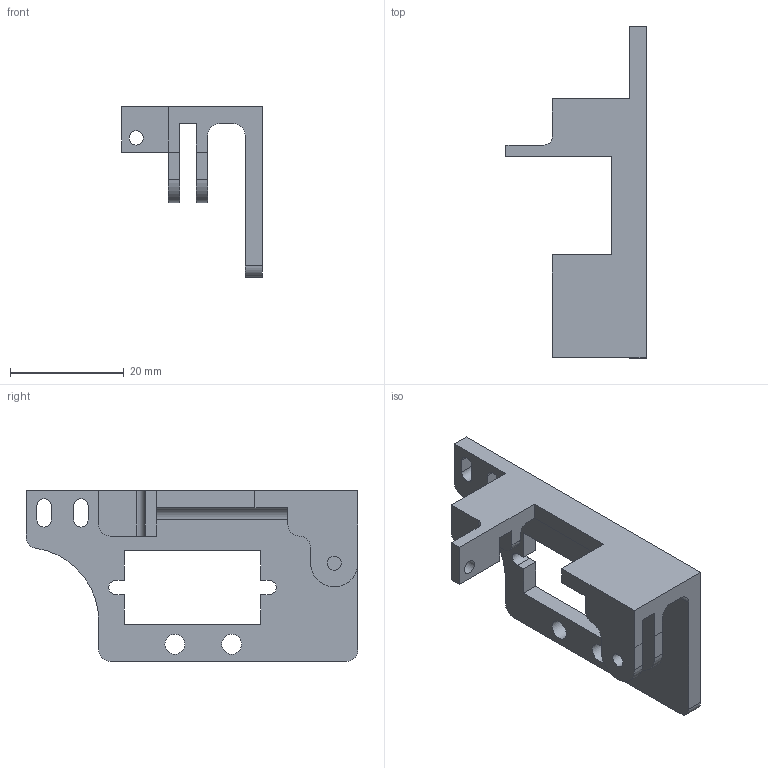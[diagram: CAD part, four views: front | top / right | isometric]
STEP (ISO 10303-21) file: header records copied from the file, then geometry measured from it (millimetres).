
FILE_DESCRIPTION(/* description */ ('Alibre Inc.'),/* implementation_level */ '2;1');
FILE_NAME(/* name */ 'export0',/* time_stamp */ '2013-10-11T23:12:59+01:00',/* author */ (''),/* organization */ (''),/* preprocessor_version */ 'ST-DEVELOPER v14',/* originating_system */ 'Alibre',/* authorisation */ '');
FILE_SCHEMA (('CONFIG_CONTROL_DESIGN'));
Length unit declared in the file: centimetre
Products named in the file (1): ID_1
Bounding box: 24.67 x 58.42 x 30.05 mm (x, y, z)
Volume: 5670.3 mm3; surface area: 5204 mm2
Topology: 1 solids, 1 shells, 76 faces, 221 edges, 147 vertices
Faces by surface type: plane 48, cylinder 28
Full cylindrical faces by diameter (mm): 2.5 x3, 3.5 x2
Entity records: 2537 total; most frequent: CARTESIAN_POINT 434, ORIENTED_EDGE 432, DIRECTION 371, EDGE_CURVE 216, VECTOR 157, LINE 157, VERTEX_POINT 147, AXIS2_PLACEMENT_3D 130
